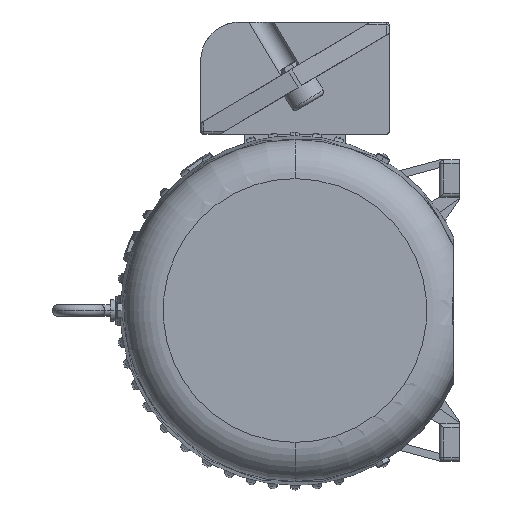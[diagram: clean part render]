
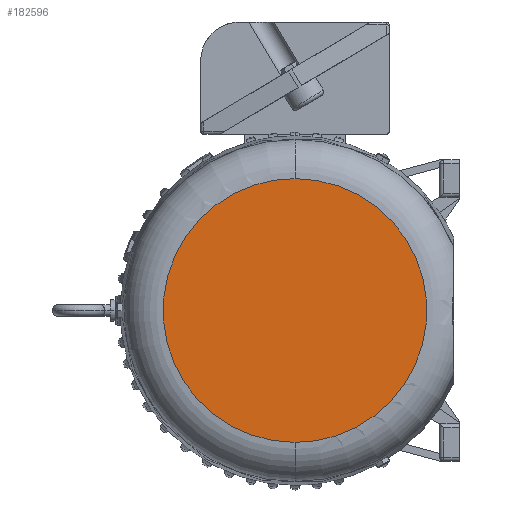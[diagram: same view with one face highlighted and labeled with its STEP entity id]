
A CAD part, left-side view. The second image highlights one B-rep face of the part: STEP entity #182596.
In plain terms, the highlighted planar face has unit normal (-1, 0, 0).
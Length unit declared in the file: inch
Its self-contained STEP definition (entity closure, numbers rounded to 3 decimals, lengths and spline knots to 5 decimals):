
#4460 = CARTESIAN_POINT ( 'NONE',  ( -24.79, 0., 4.20938 ) ) ;
#7205 = CARTESIAN_POINT ( 'NONE',  ( -24.79, -3.65303, -2.10953 ) ) ;
#7900 = CARTESIAN_POINT ( 'NONE',  ( -24.79, -4.07475, -1.09142 ) ) ;
#8597 = CARTESIAN_POINT ( 'NONE',  ( -24.79, -1.09142, -4.07475 ) ) ;
#9283 = CARTESIAN_POINT ( 'NONE',  ( -24.79, -0.551, -4.18225 ) ) ;
#9965 = CARTESIAN_POINT ( 'NONE',  ( -24.79, -0.2755, -4.20938 ) ) ;
#11678 = CARTESIAN_POINT ( 'NONE',  ( -24.79, 2.78167, -3.17129 ) ) ;
#13075 = CARTESIAN_POINT ( 'NONE',  ( -24.79, 3.99439, 1.35633 ) ) ;
#21514 = CARTESIAN_POINT ( 'NONE',  ( -24.79, -0.2755, 4.20938 ) ) ;
#22750 = DIRECTION ( 'NONE',  ( -1., 0., 0. ) ) ;
#24229 = CARTESIAN_POINT ( 'NONE',  ( -24.79, -2.78167, 3.17129 ) ) ;
#24471 = CARTESIAN_POINT ( 'NONE',  ( -24.79, 0., -4.20938 ) ) ;
#24792 = PLANE ( 'NONE',  #75772 ) ;
#25562 = CARTESIAN_POINT ( 'NONE',  ( -24.79, -2.10953, 3.65303 ) ) ;
#26536 = CARTESIAN_POINT ( 'NONE',  ( -24.79, 1.86539, -3.78353 ) ) ;
#28628 = CARTESIAN_POINT ( 'NONE',  ( -24.79, 3.17129, -2.78167 ) ) ;
#41878 = CARTESIAN_POINT ( 'NONE',  ( -24.79, -4.20938, -0.2755 ) ) ;
#42560 = CARTESIAN_POINT ( 'NONE',  ( -24.79, -3.17129, 2.78167 ) ) ;
#42822 = CARTESIAN_POINT ( 'NONE',  ( -24.79, 1.35633, 3.99439 ) ) ;
#44968 = CARTESIAN_POINT ( 'NONE',  ( -24.79, 4.18225, 0.551 ) ) ;
#57423 = CARTESIAN_POINT ( 'NONE',  ( -24.79, 5.05361, 5.05126 ) ) ;
#58197 = CARTESIAN_POINT ( 'NONE',  ( -24.79, -4.18225, -0.551 ) ) ;
#58322 = VERTEX_POINT ( 'NONE', #172237 ) ;
#59174 = CARTESIAN_POINT ( 'NONE',  ( -24.79, 2.56768, 3.34691 ) ) ;
#59887 = CARTESIAN_POINT ( 'NONE',  ( -24.79, 4.07475, -1.09142 ) ) ;
#61300 = CARTESIAN_POINT ( 'NONE',  ( -24.79, 3.99439, -1.35633 ) ) ;
#61976 = B_SPLINE_CURVE_WITH_KNOTS ( 'NONE', 3,
 ( #4460, #21514, #107152, #138401, #137709, #89389, #25562, #121386, #24229, #42560, #156100, #155385, #90783, #204183, #202104, #153999, #185856, #41878, #58197, #7900, #105769, #72476, #7205, #122785, #73838, #171654, #187219, #170261, #123476, #120693, #8597, #9283, #9965, #74561 ),
 .UNSPECIFIED., .F., .F.,
 ( 4, 2, 2, 2, 2, 2, 2, 2, 2, 2, 2, 2, 2, 2, 2, 2, 4 ),
 ( 0., 0.0625, 0.125, 0.1875, 0.25, 0.3125, 0.375, 0.4375, 0.5, 0.5625, 0.625, 0.6875, 0.75, 0.8125, 0.875, 0.9375, 1. ),
 .UNSPECIFIED. ) ;
#64247 = ORIENTED_EDGE ( 'NONE', *, *, #153106, .F. ) ;
#72476 = CARTESIAN_POINT ( 'NONE',  ( -24.79, -3.78353, -1.86539 ) ) ;
#73838 = CARTESIAN_POINT ( 'NONE',  ( -24.79, -3.17129, -2.78167 ) ) ;
#74561 = CARTESIAN_POINT ( 'NONE',  ( -24.79, 0., -4.20938 ) ) ;
#75509 = CARTESIAN_POINT ( 'NONE',  ( -24.79, 0.2755, 4.20938 ) ) ;
#75772 = AXIS2_PLACEMENT_3D ( 'NONE', #57423, #22750, #203388 ) ;
#76910 = CARTESIAN_POINT ( 'NONE',  ( -24.79, 1.86539, 3.78353 ) ) ;
#77619 = CARTESIAN_POINT ( 'NONE',  ( -24.79, 2.78167, 3.17129 ) ) ;
#89389 = CARTESIAN_POINT ( 'NONE',  ( -24.79, -1.86539, 3.78353 ) ) ;
#90783 = CARTESIAN_POINT ( 'NONE',  ( -24.79, -3.78353, 1.86539 ) ) ;
#91762 = CARTESIAN_POINT ( 'NONE',  ( -24.79, 1.35633, -3.99439 ) ) ;
#92477 = CARTESIAN_POINT ( 'NONE',  ( -24.79, 3.17129, 2.78167 ) ) ;
#93176 = CARTESIAN_POINT ( 'NONE',  ( -24.79, 4.20938, 0.2755 ) ) ;
#94578 = CARTESIAN_POINT ( 'NONE',  ( -24.79, 0., -4.20938 ) ) ;
#105769 = CARTESIAN_POINT ( 'NONE',  ( -24.79, -3.99439, -1.35633 ) ) ;
#107152 = CARTESIAN_POINT ( 'NONE',  ( -24.79, -0.551, 4.18225 ) ) ;
#108799 = CARTESIAN_POINT ( 'NONE',  ( -24.79, 1.09142, -4.07475 ) ) ;
#109523 = CARTESIAN_POINT ( 'NONE',  ( -24.79, 3.78353, 1.86539 ) ) ;
#110235 = CARTESIAN_POINT ( 'NONE',  ( -24.79, 3.65303, -2.10953 ) ) ;
#120693 = CARTESIAN_POINT ( 'NONE',  ( -24.79, -1.35633, -3.99439 ) ) ;
#121386 = CARTESIAN_POINT ( 'NONE',  ( -24.79, -2.56768, 3.34691 ) ) ;
#122268 = EDGE_LOOP ( 'NONE', ( #64247, #143758 ) ) ;
#122346 = CARTESIAN_POINT ( 'NONE',  ( -24.79, 0.2755, -4.20938 ) ) ;
#122785 = CARTESIAN_POINT ( 'NONE',  ( -24.79, -3.34691, -2.56768 ) ) ;
#123476 = CARTESIAN_POINT ( 'NONE',  ( -24.79, -1.86539, -3.78353 ) ) ;
#123741 = CARTESIAN_POINT ( 'NONE',  ( -24.79, 0.551, -4.18225 ) ) ;
#126540 = CARTESIAN_POINT ( 'NONE',  ( -24.79, 0.551, 4.18225 ) ) ;
#128841 = B_SPLINE_CURVE_WITH_KNOTS ( 'NONE', 3,
 ( #24471, #122346, #123741, #108799, #91762, #26536, #142183, #174026, #11678, #28628, #189574, #110235, #188886, #61300, #59887, #174722, #159186, #93176, #44968, #207239, #13075, #109523, #206548, #158491, #92477, #77619, #59174, #140762, #76910, #42822, #190270, #126540, #75509, #207947 ),
 .UNSPECIFIED., .F., .F.,
 ( 4, 2, 2, 2, 2, 2, 2, 2, 2, 2, 2, 2, 2, 2, 2, 2, 4 ),
 ( 0., 0.0625, 0.125, 0.1875, 0.25, 0.3125, 0.375, 0.4375, 0.5, 0.5625, 0.625, 0.6875, 0.75, 0.8125, 0.875, 0.9375, 1. ),
 .UNSPECIFIED. ) ;
#137709 = CARTESIAN_POINT ( 'NONE',  ( -24.79, -1.35633, 3.99439 ) ) ;
#138401 = CARTESIAN_POINT ( 'NONE',  ( -24.79, -1.09142, 4.07475 ) ) ;
#140762 = CARTESIAN_POINT ( 'NONE',  ( -24.79, 2.10953, 3.65303 ) ) ;
#141514 = FACE_OUTER_BOUND ( 'NONE', #122268, .T. ) ;
#142183 = CARTESIAN_POINT ( 'NONE',  ( -24.79, 2.10953, -3.65303 ) ) ;
#143758 = ORIENTED_EDGE ( 'NONE', *, *, #167369, .F. ) ;
#153106 = EDGE_CURVE ( 'NONE', #162328, #58322, #128841, .T. ) ;
#153999 = CARTESIAN_POINT ( 'NONE',  ( -24.79, -4.18225, 0.551 ) ) ;
#155385 = CARTESIAN_POINT ( 'NONE',  ( -24.79, -3.65303, 2.10953 ) ) ;
#156100 = CARTESIAN_POINT ( 'NONE',  ( -24.79, -3.34691, 2.56768 ) ) ;
#158491 = CARTESIAN_POINT ( 'NONE',  ( -24.79, 3.34691, 2.56768 ) ) ;
#159186 = CARTESIAN_POINT ( 'NONE',  ( -24.79, 4.20938, -0.2755 ) ) ;
#162328 = VERTEX_POINT ( 'NONE', #94578 ) ;
#167369 = EDGE_CURVE ( 'NONE', #58322, #162328, #61976, .T. ) ;
#170261 = CARTESIAN_POINT ( 'NONE',  ( -24.79, -2.10953, -3.65303 ) ) ;
#171654 = CARTESIAN_POINT ( 'NONE',  ( -24.79, -2.78167, -3.17129 ) ) ;
#172237 = CARTESIAN_POINT ( 'NONE',  ( -24.79, 0., 4.20938 ) ) ;
#174026 = CARTESIAN_POINT ( 'NONE',  ( -24.79, 2.56768, -3.34691 ) ) ;
#174722 = CARTESIAN_POINT ( 'NONE',  ( -24.79, 4.18225, -0.551 ) ) ;
#182596 = ADVANCED_FACE ( 'NONE', ( #141514 ), #24792, .T. ) ;
#185856 = CARTESIAN_POINT ( 'NONE',  ( -24.79, -4.20938, 0.2755 ) ) ;
#187219 = CARTESIAN_POINT ( 'NONE',  ( -24.79, -2.56768, -3.34691 ) ) ;
#188886 = CARTESIAN_POINT ( 'NONE',  ( -24.79, 3.78353, -1.86539 ) ) ;
#189574 = CARTESIAN_POINT ( 'NONE',  ( -24.79, 3.34691, -2.56768 ) ) ;
#190270 = CARTESIAN_POINT ( 'NONE',  ( -24.79, 1.09142, 4.07475 ) ) ;
#202104 = CARTESIAN_POINT ( 'NONE',  ( -24.79, -4.07475, 1.09142 ) ) ;
#203388 = DIRECTION ( 'NONE',  ( 0., 0., -1. ) ) ;
#204183 = CARTESIAN_POINT ( 'NONE',  ( -24.79, -3.99439, 1.35633 ) ) ;
#206548 = CARTESIAN_POINT ( 'NONE',  ( -24.79, 3.65303, 2.10953 ) ) ;
#207239 = CARTESIAN_POINT ( 'NONE',  ( -24.79, 4.07475, 1.09142 ) ) ;
#207947 = CARTESIAN_POINT ( 'NONE',  ( -24.79, 0., 4.20938 ) ) ;
